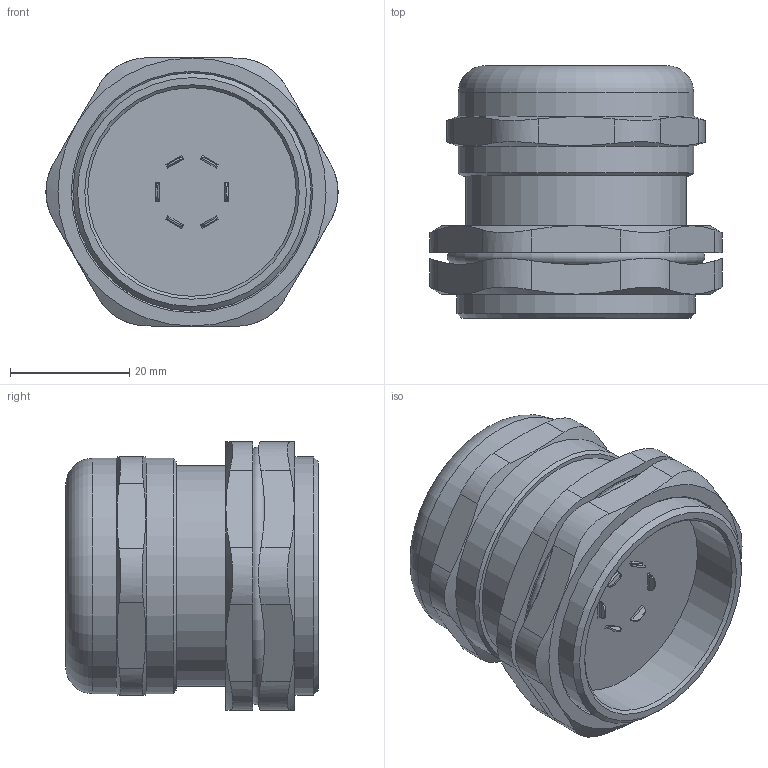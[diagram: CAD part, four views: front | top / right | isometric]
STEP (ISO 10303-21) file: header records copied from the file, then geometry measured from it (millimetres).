
FILE_DESCRIPTION(/* description */ ('ВКЭ1-ЛР-М40-25-L11'),/* implementation_level */ '2;1');
FILE_NAME(/* name */ '',/* time_stamp */ '2025-07-16T10:10:39+07:00',/* author */ ('zeta-86'),/* organization */ (''),/* preprocessor_version */ 'ST-DEVELOPER v19.2',/* originating_system */ 'Autodesk Inventor 2024',/* authorisation */ '');
FILE_SCHEMA (('AUTOMOTIVE_DESIGN { 1 0 10303 214 3 1 1 }'));
Length unit declared in the file: millimetre
Products named in the file (1): zeta34714
Bounding box: 49.02 x 42.36 x 45.02 mm (x, y, z)
Volume: 47228.2 mm3; surface area: 11245.8 mm2
Topology: 1 solids, 2 shells, 166 faces, 421 edges, 272 vertices
Faces by surface type: plane 76, cylinder 48, cone 27, bspline 12, torus 3
Full cylindrical faces by diameter (mm): 25.5 x1, 35 x1, 37 x1, 39.5 x2, 40 x1
Entity records: 6303 total; most frequent: CARTESIAN_POINT 2496, ORIENTED_EDGE 846, DIRECTION 694, EDGE_CURVE 423, VERTEX_POINT 272, AXIS2_PLACEMENT_3D 238, LINE 218, VECTOR 218
